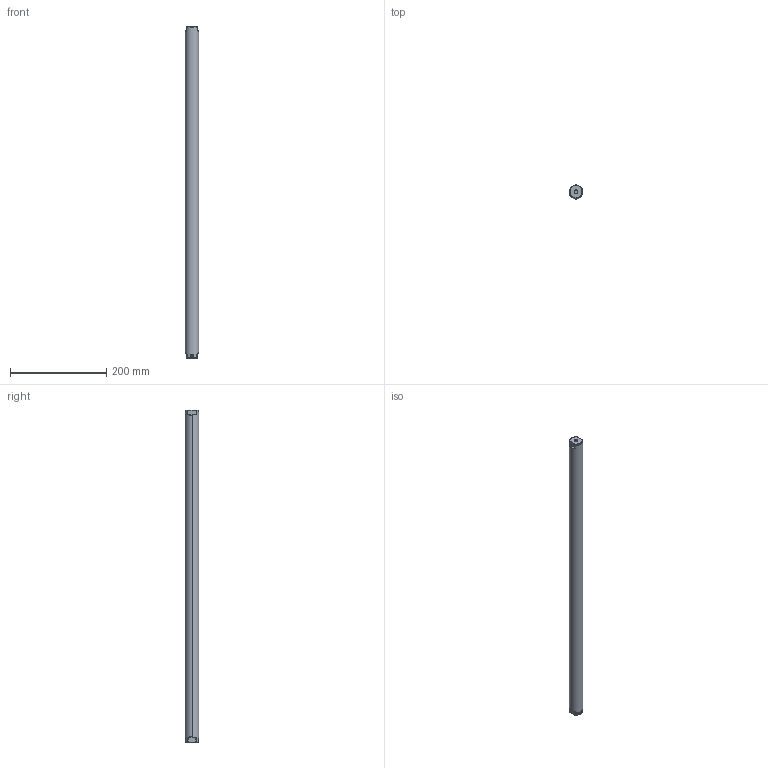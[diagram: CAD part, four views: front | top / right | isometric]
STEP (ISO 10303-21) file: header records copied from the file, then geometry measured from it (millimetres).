
FILE_DESCRIPTION (( 'STEP AP214' ), '1' );
FILE_NAME ('0186-0207_160412_PL10-28x690!650.STEP', '2016-04-12T13:29:50', ( '' ), ( '' ), 'SwSTEP 2.0', 'SolidWorks 2016', '' );
FILE_SCHEMA (( 'AUTOMOTIVE_DESIGN' ));
Length unit declared in the file: millimetre
Products named in the file (1): 0186-0207_160412_PL10-28x690!650
Bounding box: 28 x 27.91 x 690 mm (x, y, z)
Volume: 421847.3 mm3; surface area: 62502.9 mm2
Topology: 1 solids, 1 shells, 46 faces, 122 edges, 80 vertices
Faces by surface type: torus 16, plane 12, cylinder 10, cone 8
Entity records: 1742 total; most frequent: CARTESIAN_POINT 517, ORIENTED_EDGE 244, DIRECTION 208, EDGE_CURVE 122, AXIS2_PLACEMENT_3D 87, VERTEX_POINT 80, EDGE_LOOP 48, ADVANCED_FACE 46
